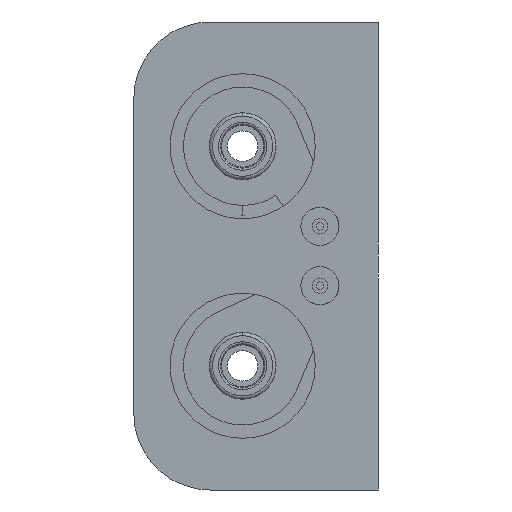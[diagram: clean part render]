
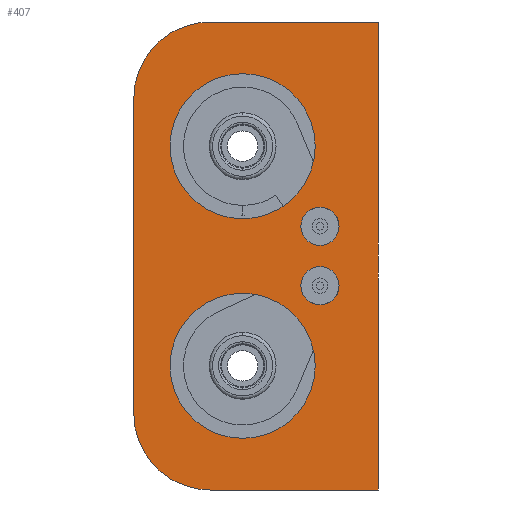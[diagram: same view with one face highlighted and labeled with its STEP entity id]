
A CAD part, left-side view. The second image highlights one B-rep face of the part: STEP entity #407.
In plain terms, the highlighted planar face has unit normal (-1, 0, 0).
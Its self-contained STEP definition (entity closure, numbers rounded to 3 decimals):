
#66 = VERTEX_POINT ( 'NONE', #8948 ) ;
#94 = ORIENTED_EDGE ( 'NONE', *, *, #13379, .T. ) ;
#114 = EDGE_CURVE ( 'NONE', #10483, #12165, #5079, .T. ) ;
#142 = DIRECTION ( 'NONE',  ( -1., 0., 0. ) ) ;
#184 = EDGE_LOOP ( 'NONE', ( #7136, #10086 ) ) ;
#268 = CARTESIAN_POINT ( 'NONE',  ( -25.655, 3.05, 6.678 ) ) ;
#349 = CARTESIAN_POINT ( 'NONE',  ( -25.655, 8.8, -6.127 ) ) ;
#407 = ADVANCED_FACE ( 'NONE', ( #3903, #2346, #12236, #13887, #12892 ), #8906, .T. ) ;
#432 = ORIENTED_EDGE ( 'NONE', *, *, #2403, .F. ) ;
#487 = VERTEX_POINT ( 'NONE', #13698 ) ;
#521 = CIRCLE ( 'NONE', #13463, 1. ) ;
#541 = VERTEX_POINT ( 'NONE', #3399 ) ;
#624 = CARTESIAN_POINT ( 'NONE',  ( -25.655, 8.8, 14.383 ) ) ;
#667 = ORIENTED_EDGE ( 'NONE', *, *, #12377, .T. ) ;
#680 = CARTESIAN_POINT ( 'NONE',  ( -25.655, 7.1, 0.377 ) ) ;
#692 = EDGE_LOOP ( 'NONE', ( #94, #2091, #12135, #432, #1059, #11356 ) ) ;
#702 = CARTESIAN_POINT ( 'NONE',  ( -25.655, 8.8, -2.127 ) ) ;
#786 = LINE ( 'NONE', #2246, #10303 ) ;
#1059 = ORIENTED_EDGE ( 'NONE', *, *, #7698, .F. ) ;
#1060 = AXIS2_PLACEMENT_3D ( 'NONE', #624, #7125, #1721 ) ;
#1094 = LINE ( 'NONE', #9905, #13475 ) ;
#1363 = DIRECTION ( 'NONE',  ( 0., -1., 0. ) ) ;
#1456 = VERTEX_POINT ( 'NONE', #8404 ) ;
#1559 = CARTESIAN_POINT ( 'NONE',  ( -25.655, 7.1, 11.878 ) ) ;
#1638 = CARTESIAN_POINT ( 'NONE',  ( -25.655, 3.05, 7.678 ) ) ;
#1721 = DIRECTION ( 'NONE',  ( 0., 0., 1. ) ) ;
#1762 = CIRCLE ( 'NONE', #5830, 3.8 ) ;
#1815 = DIRECTION ( 'NONE',  ( 1., 0., 0. ) ) ;
#1956 = CARTESIAN_POINT ( 'NONE',  ( -25.655, 7.1, 0.377 ) ) ;
#2063 = DIRECTION ( 'NONE',  ( 0., 0., 1. ) ) ;
#2091 = ORIENTED_EDGE ( 'NONE', *, *, #114, .T. ) ;
#2246 = CARTESIAN_POINT ( 'NONE',  ( -25.655, 12.8, 18.383 ) ) ;
#2301 = CARTESIAN_POINT ( 'NONE',  ( -25.655, 12.8, -6.127 ) ) ;
#2346 = FACE_BOUND ( 'NONE', #5094, .T. ) ;
#2403 = EDGE_CURVE ( 'NONE', #10787, #66, #1094, .T. ) ;
#2587 = EDGE_CURVE ( 'NONE', #7035, #5117, #521, .T. ) ;
#2712 = EDGE_CURVE ( 'NONE', #13860, #9350, #7980, .T. ) ;
#2809 = CIRCLE ( 'NONE', #5966, 1. ) ;
#2892 = ORIENTED_EDGE ( 'NONE', *, *, #2587, .F. ) ;
#3192 = DIRECTION ( 'NONE',  ( -1., 0., 0. ) ) ;
#3399 = CARTESIAN_POINT ( 'NONE',  ( -25.655, 12.8, 14.383 ) ) ;
#3903 = FACE_BOUND ( 'NONE', #8548, .T. ) ;
#3925 = DIRECTION ( 'NONE',  ( -1., 0., 0. ) ) ;
#4115 = CARTESIAN_POINT ( 'NONE',  ( -25.655, 3.05, 7.678 ) ) ;
#4389 = DIRECTION ( 'NONE',  ( 0., -1., 0. ) ) ;
#4956 = ORIENTED_EDGE ( 'NONE', *, *, #13539, .F. ) ;
#5079 = CIRCLE ( 'NONE', #6356, 4. ) ;
#5094 = EDGE_LOOP ( 'NONE', ( #4956, #7433 ) ) ;
#5117 = VERTEX_POINT ( 'NONE', #13793 ) ;
#5340 = CARTESIAN_POINT ( 'NONE',  ( -25.655, 3.05, 3.578 ) ) ;
#5342 = DIRECTION ( 'NONE',  ( 0., 0., 1. ) ) ;
#5417 = EDGE_CURVE ( 'NONE', #12165, #66, #6248, .T. ) ;
#5629 = CARTESIAN_POINT ( 'NONE',  ( -25.655, 7.1, 8.077 ) ) ;
#5830 = AXIS2_PLACEMENT_3D ( 'NONE', #680, #1815, #8343 ) ;
#5966 = AXIS2_PLACEMENT_3D ( 'NONE', #6197, #7262, #10698 ) ;
#6197 = CARTESIAN_POINT ( 'NONE',  ( -25.655, 3.05, 4.578 ) ) ;
#6248 = LINE ( 'NONE', #2301, #10149 ) ;
#6356 = AXIS2_PLACEMENT_3D ( 'NONE', #702, #12723, #8287 ) ;
#6386 = DIRECTION ( 'NONE',  ( -1., 0., 0. ) ) ;
#6496 = AXIS2_PLACEMENT_3D ( 'NONE', #1559, #9148, #10143 ) ;
#6915 = AXIS2_PLACEMENT_3D ( 'NONE', #9695, #3192, #5342 ) ;
#7035 = VERTEX_POINT ( 'NONE', #268 ) ;
#7125 = DIRECTION ( 'NONE',  ( -1., 0., 0. ) ) ;
#7136 = ORIENTED_EDGE ( 'NONE', *, *, #12770, .F. ) ;
#7231 = DIRECTION ( 'NONE',  ( -1., 0., 0. ) ) ;
#7262 = DIRECTION ( 'NONE',  ( -1., 0., 0. ) ) ;
#7397 = DIRECTION ( 'NONE',  ( 1., 0., 0. ) ) ;
#7433 = ORIENTED_EDGE ( 'NONE', *, *, #8474, .F. ) ;
#7447 = DIRECTION ( 'NONE',  ( 0., 0., 1. ) ) ;
#7698 = EDGE_CURVE ( 'NONE', #1456, #10787, #786, .T. ) ;
#7706 = CARTESIAN_POINT ( 'NONE',  ( -25.655, 7.1, 15.678 ) ) ;
#7719 = DIRECTION ( 'NONE',  ( 0., 0., 1. ) ) ;
#7822 = CIRCLE ( 'NONE', #12295, 1. ) ;
#7980 = CIRCLE ( 'NONE', #6915, 3.8 ) ;
#8287 = DIRECTION ( 'NONE',  ( 0., 0., 1. ) ) ;
#8343 = DIRECTION ( 'NONE',  ( 0., 0., -1. ) ) ;
#8404 = CARTESIAN_POINT ( 'NONE',  ( -25.655, 8.8, 18.383 ) ) ;
#8474 = EDGE_CURVE ( 'NONE', #487, #10144, #7822, .T. ) ;
#8548 = EDGE_LOOP ( 'NONE', ( #2892, #12015 ) ) ;
#8805 = AXIS2_PLACEMENT_3D ( 'NONE', #4115, #6386, #2063 ) ;
#8906 = PLANE ( 'NONE',  #9799 ) ;
#8948 = CARTESIAN_POINT ( 'NONE',  ( -25.655, 0., -6.127 ) ) ;
#9024 = EDGE_CURVE ( 'NONE', #1456, #541, #11644, .T. ) ;
#9065 = DIRECTION ( 'NONE',  ( 0., 0., 1. ) ) ;
#9148 = DIRECTION ( 'NONE',  ( -1., 0., 0. ) ) ;
#9350 = VERTEX_POINT ( 'NONE', #7706 ) ;
#9501 = CARTESIAN_POINT ( 'NONE',  ( -25.655, 7.1, -3.423 ) ) ;
#9695 = CARTESIAN_POINT ( 'NONE',  ( -25.655, 7.1, 11.878 ) ) ;
#9799 = AXIS2_PLACEMENT_3D ( 'NONE', #10019, #7231, #9065 ) ;
#9905 = CARTESIAN_POINT ( 'NONE',  ( -25.655, 0., 0. ) ) ;
#9909 = VERTEX_POINT ( 'NONE', #9501 ) ;
#9936 = EDGE_CURVE ( 'NONE', #9909, #12926, #1762, .T. ) ;
#10019 = CARTESIAN_POINT ( 'NONE',  ( -25.655, 12.8, 0. ) ) ;
#10086 = ORIENTED_EDGE ( 'NONE', *, *, #2712, .F. ) ;
#10143 = DIRECTION ( 'NONE',  ( 0., 0., 1. ) ) ;
#10144 = VERTEX_POINT ( 'NONE', #5340 ) ;
#10149 = VECTOR ( 'NONE', #1363, 1000. ) ;
#10303 = VECTOR ( 'NONE', #4389, 1000. ) ;
#10483 = VERTEX_POINT ( 'NONE', #12375 ) ;
#10689 = DIRECTION ( 'NONE',  ( 0., 0., -1. ) ) ;
#10698 = DIRECTION ( 'NONE',  ( 0., 0., 1. ) ) ;
#10787 = VERTEX_POINT ( 'NONE', #12688 ) ;
#10964 = CARTESIAN_POINT ( 'NONE',  ( -25.655, 3.05, 4.578 ) ) ;
#11155 = ORIENTED_EDGE ( 'NONE', *, *, #9936, .T. ) ;
#11326 = EDGE_CURVE ( 'NONE', #5117, #7035, #11604, .T. ) ;
#11356 = ORIENTED_EDGE ( 'NONE', *, *, #9024, .T. ) ;
#11458 = EDGE_LOOP ( 'NONE', ( #667, #11155 ) ) ;
#11497 = DIRECTION ( 'NONE',  ( 0., 0., -1. ) ) ;
#11604 = CIRCLE ( 'NONE', #8805, 1. ) ;
#11644 = CIRCLE ( 'NONE', #1060, 4. ) ;
#12015 = ORIENTED_EDGE ( 'NONE', *, *, #11326, .F. ) ;
#12135 = ORIENTED_EDGE ( 'NONE', *, *, #5417, .T. ) ;
#12165 = VERTEX_POINT ( 'NONE', #349 ) ;
#12194 = VECTOR ( 'NONE', #11497, 1000. ) ;
#12236 = FACE_OUTER_BOUND ( 'NONE', #692, .T. ) ;
#12295 = AXIS2_PLACEMENT_3D ( 'NONE', #10964, #142, #7719 ) ;
#12375 = CARTESIAN_POINT ( 'NONE',  ( -25.655, 12.8, -2.127 ) ) ;
#12377 = EDGE_CURVE ( 'NONE', #12926, #9909, #12878, .T. ) ;
#12428 = AXIS2_PLACEMENT_3D ( 'NONE', #1956, #7397, #10689 ) ;
#12688 = CARTESIAN_POINT ( 'NONE',  ( -25.655, 0., 18.383 ) ) ;
#12723 = DIRECTION ( 'NONE',  ( -1., 0., 0. ) ) ;
#12770 = EDGE_CURVE ( 'NONE', #9350, #13860, #13050, .T. ) ;
#12878 = CIRCLE ( 'NONE', #12428, 3.8 ) ;
#12892 = FACE_BOUND ( 'NONE', #184, .T. ) ;
#12926 = VERTEX_POINT ( 'NONE', #13238 ) ;
#13050 = CIRCLE ( 'NONE', #6496, 3.8 ) ;
#13190 = DIRECTION ( 'NONE',  ( 0., 0., -1. ) ) ;
#13238 = CARTESIAN_POINT ( 'NONE',  ( -25.655, 7.1, 4.178 ) ) ;
#13337 = LINE ( 'NONE', #13689, #12194 ) ;
#13379 = EDGE_CURVE ( 'NONE', #541, #10483, #13337, .T. ) ;
#13463 = AXIS2_PLACEMENT_3D ( 'NONE', #1638, #3925, #7447 ) ;
#13475 = VECTOR ( 'NONE', #13190, 1000. ) ;
#13539 = EDGE_CURVE ( 'NONE', #10144, #487, #2809, .T. ) ;
#13689 = CARTESIAN_POINT ( 'NONE',  ( -25.655, 12.8, 0. ) ) ;
#13698 = CARTESIAN_POINT ( 'NONE',  ( -25.655, 3.05, 5.578 ) ) ;
#13793 = CARTESIAN_POINT ( 'NONE',  ( -25.655, 3.05, 8.678 ) ) ;
#13860 = VERTEX_POINT ( 'NONE', #5629 ) ;
#13887 = FACE_BOUND ( 'NONE', #11458, .T. ) ;
